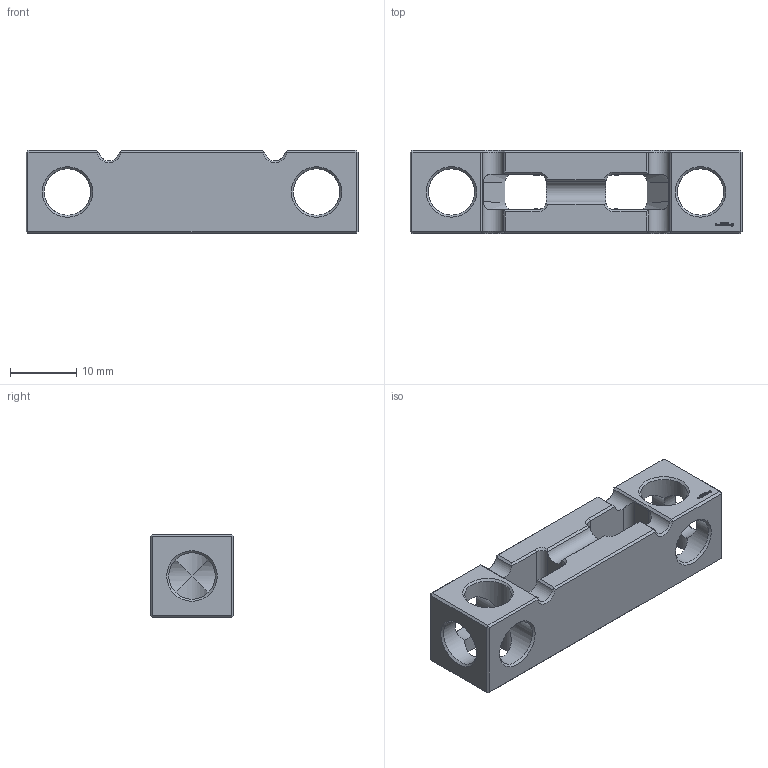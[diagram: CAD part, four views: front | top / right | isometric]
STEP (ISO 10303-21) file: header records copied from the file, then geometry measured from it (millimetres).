
FILE_DESCRIPTION(('FreeCAD Model'),'2;1');
FILE_NAME('Open CASCADE Shape Model','2024-04-10T18:08:50',(''),(''), 'Open CASCADE STEP processor 7.6','FreeCAD','Unknown');
FILE_SCHEMA(('AUTOMOTIVE_DESIGN { 1 0 10303 214 1 1 1 1 }'));
Length unit declared in the file: millimetre
Products named in the file (1): Electronics PCB MNT LED Rectangle SH1 Bambu Lab ESS BU04x01x01 - 
SPN-ELS-0007 (stemfie.org)
Bounding box: 50 x 12.5 x 12.5 mm (x, y, z)
Volume: 4731.6 mm3; surface area: 3628.1 mm2
Topology: 1 solids, 1 shells, 561 faces, 1538 edges, 1001 vertices
Faces by surface type: plane 360, extrusion 148, cylinder 25, cone 22, bspline 6
Full cylindrical faces by diameter (mm): 7 x10
Entity records: 21319 total; most frequent: CARTESIAN_POINT 4619, ORIENTED_EDGE 3076, DIRECTION 2245, EDGE_CURVE 1538, VECTOR 1263, LINE 1115, VERTEX_POINT 1001, FACE_BOUND 603
